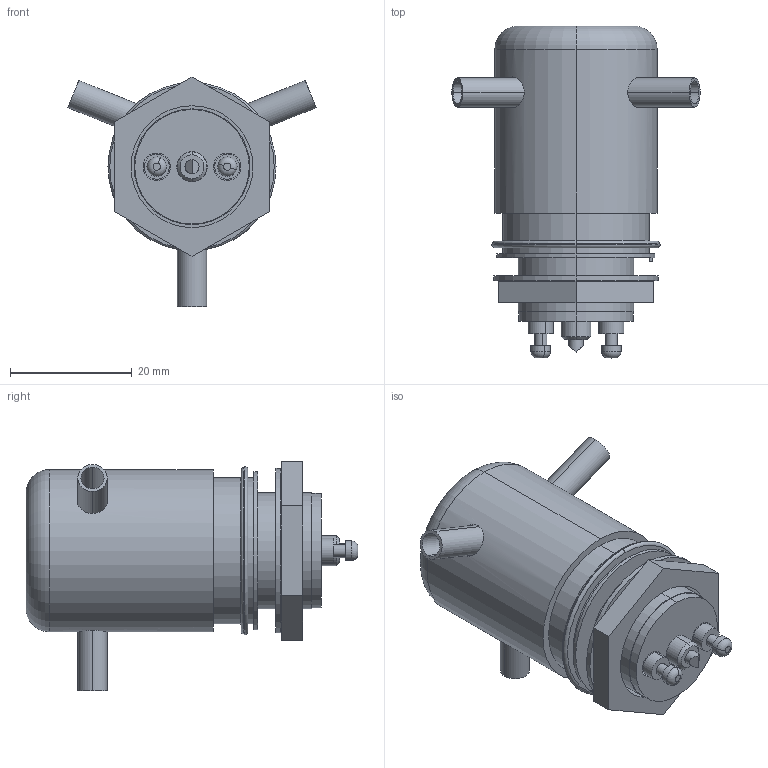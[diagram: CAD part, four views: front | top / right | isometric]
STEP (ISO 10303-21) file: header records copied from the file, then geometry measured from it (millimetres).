
FILE_DESCRIPTION (( 'STEP AP214' ), '1' );
FILE_NAME ('G2SP_step.STEP', '2012-06-19T18:11:10', ( 'RUlrich' ), ( 'Genco' ), 'SwSTEP 2.0', 'SolidWorks 2010', '' );
FILE_SCHEMA (( 'AUTOMOTIVE_DESIGN' ));
Length unit declared in the file: inch
Products named in the file (1): G2SP_step
Bounding box: 40.74 x 54.47 x 37.7 mm (x, y, z)
Volume: 13110.4 mm3; surface area: 12615.3 mm2
Topology: 12 solids, 12 shells, 145 faces, 303 edges, 196 vertices
Faces by surface type: cylinder 73, plane 54, torus 16, cone 2
Entity records: 6327 total; most frequent: CARTESIAN_POINT 1015, DIRECTION 741, ORIENTED_EDGE 606, AXIS2_PLACEMENT_3D 312, EDGE_CURVE 303, VERTEX_POINT 196, EDGE_LOOP 177, CIRCLE 166
